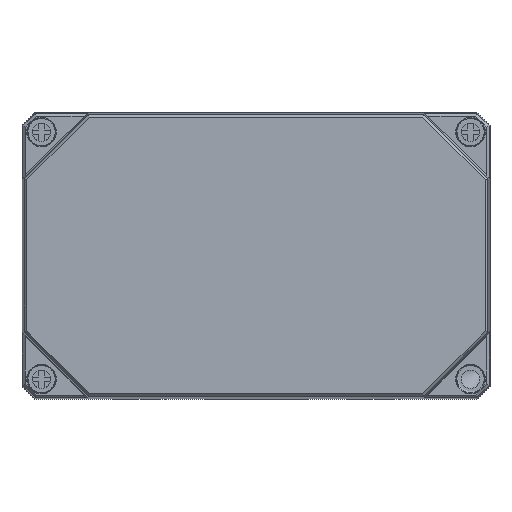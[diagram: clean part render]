
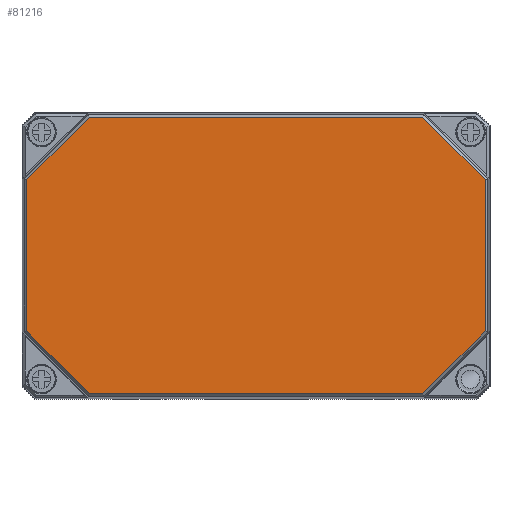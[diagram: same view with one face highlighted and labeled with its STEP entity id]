
A CAD part, top view. The second image highlights one B-rep face of the part: STEP entity #81216.
In plain terms, the highlighted face is planar.
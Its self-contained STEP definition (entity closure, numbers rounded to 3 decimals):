
#8497=PLANE('',#85397);
#12707=FACE_OUTER_BOUND('',#17643,.T.);
#17643=EDGE_LOOP('',(#74262,#74263,#74264,#74265,#74266,#74267,#74268,#74269));
#23881=LINE('',#142974,#30193);
#23885=LINE('',#142980,#30197);
#23973=LINE('',#144387,#30285);
#23976=LINE('',#144392,#30288);
#23978=LINE('',#144396,#30290);
#23981=LINE('',#144401,#30293);
#23983=LINE('',#144405,#30295);
#23986=LINE('',#144409,#30298);
#30193=VECTOR('',#98945,10.);
#30197=VECTOR('',#98951,10.);
#30285=VECTOR('',#99309,10.);
#30288=VECTOR('',#99314,10.);
#30290=VECTOR('',#99318,10.);
#30293=VECTOR('',#99323,10.);
#30295=VECTOR('',#99327,10.);
#30298=VECTOR('',#99332,10.);
#39752=VERTEX_POINT('',#142971);
#39753=VERTEX_POINT('',#142973);
#39754=VERTEX_POINT('',#142978);
#39855=VERTEX_POINT('',#144386);
#39856=VERTEX_POINT('',#144391);
#39857=VERTEX_POINT('',#144395);
#39858=VERTEX_POINT('',#144400);
#39859=VERTEX_POINT('',#144404);
#51227=EDGE_CURVE('',#39752,#39753,#23881,.T.);
#51231=EDGE_CURVE('',#39754,#39752,#23885,.T.);
#51412=EDGE_CURVE('',#39855,#39754,#23973,.T.);
#51415=EDGE_CURVE('',#39753,#39856,#23976,.T.);
#51417=EDGE_CURVE('',#39856,#39857,#23978,.T.);
#51420=EDGE_CURVE('',#39857,#39858,#23981,.T.);
#51422=EDGE_CURVE('',#39858,#39859,#23983,.T.);
#51425=EDGE_CURVE('',#39859,#39855,#23986,.T.);
#74262=ORIENTED_EDGE('',*,*,#51412,.F.);
#74263=ORIENTED_EDGE('',*,*,#51425,.F.);
#74264=ORIENTED_EDGE('',*,*,#51422,.F.);
#74265=ORIENTED_EDGE('',*,*,#51420,.F.);
#74266=ORIENTED_EDGE('',*,*,#51417,.F.);
#74267=ORIENTED_EDGE('',*,*,#51415,.F.);
#74268=ORIENTED_EDGE('',*,*,#51227,.F.);
#74269=ORIENTED_EDGE('',*,*,#51231,.F.);
#81216=ADVANCED_FACE('',(#12707),#8497,.T.);
#85397=AXIS2_PLACEMENT_3D('',#144430,#99347,#99348);
#98945=DIRECTION('',(-0.707,0.,0.707));
#98951=DIRECTION('',(0.,0.,1.));
#99309=DIRECTION('',(0.707,0.,0.707));
#99314=DIRECTION('',(-1.,0.,0.));
#99318=DIRECTION('',(-0.707,0.,-0.707));
#99323=DIRECTION('',(0.,0.,-1.));
#99327=DIRECTION('',(0.707,0.,-0.707));
#99332=DIRECTION('',(1.,0.,0.));
#99347=DIRECTION('center_axis',(0.,1.,0.));
#99348=DIRECTION('ref_axis',(0.,0.,1.));
#142971=CARTESIAN_POINT('',(88.188,93.,29.05));
#142973=CARTESIAN_POINT('',(64.05,93.,53.188));
#142974=CARTESIAN_POINT('',(73.619,93.,43.619));
#142978=CARTESIAN_POINT('',(88.188,93.,-29.05));
#142980=CARTESIAN_POINT('',(88.188,93.,-25.));
#144386=CARTESIAN_POINT('',(64.05,93.,-53.188));
#144387=CARTESIAN_POINT('',(61.119,93.,-56.119));
#144391=CARTESIAN_POINT('',(-64.05,93.,53.188));
#144392=CARTESIAN_POINT('',(42.5,93.,53.188));
#144395=CARTESIAN_POINT('',(-88.188,93.,29.05));
#144396=CARTESIAN_POINT('',(-61.119,93.,56.119));
#144400=CARTESIAN_POINT('',(-88.188,93.,-29.05));
#144401=CARTESIAN_POINT('',(-88.188,93.,25.));
#144404=CARTESIAN_POINT('',(-64.05,93.,-53.188));
#144405=CARTESIAN_POINT('',(-73.619,93.,-43.619));
#144409=CARTESIAN_POINT('',(-42.5,93.,-53.188));
#144430=CARTESIAN_POINT('Origin',(0.,93.,0.));
